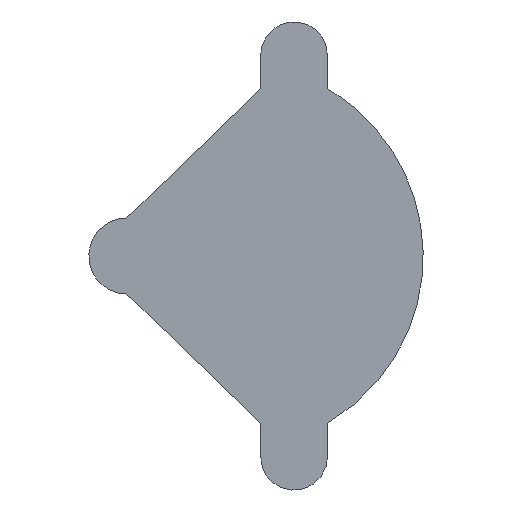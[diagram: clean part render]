
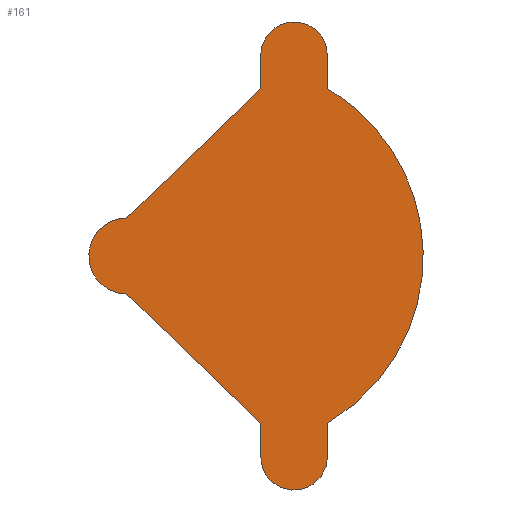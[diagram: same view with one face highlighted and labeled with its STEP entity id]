
A CAD part, front view. The second image highlights one B-rep face of the part: STEP entity #161.
In plain terms, the highlighted free-form (B-spline) face has degree [1, 1] with [2, 2] control points.
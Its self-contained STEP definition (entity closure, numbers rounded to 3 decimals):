
#44=CARTESIAN_POINT('',(-3.319,0.0,3.85));
#45=CARTESIAN_POINT('',(2.18,0.0,3.85));
#46=CARTESIAN_POINT('',(-3.319,0.0,-3.85));
#47=CARTESIAN_POINT('',(2.18,0.0,-3.85));
#48=B_SPLINE_SURFACE_WITH_KNOTS('',1,1,((#44,#46),(#45,#47)),.UNSPECIFIED.,.F.,.F.,.U.,(2,2),(2,2),(0.0,5.5),(0.0,7.699),.UNSPECIFIED.);
#49=CARTESIAN_POINT('',(0.5,0.0,-2.5));
#50=VERTEX_POINT('',#49);
#51=CARTESIAN_POINT('',(0.5,0.0,2.5));
#52=VERTEX_POINT('',#51);
#53=CARTESIAN_POINT('',(0.5,0.0,-2.5));
#54=CARTESIAN_POINT('',(1.93,0.0,-1.659));
#55=CARTESIAN_POINT('',(1.93,0.0,0.0));
#56=CARTESIAN_POINT('',(1.93,0.0,1.659));
#57=CARTESIAN_POINT('',(0.5,0.0,2.5));
#65=(BOUNDED_CURVE()B_SPLINE_CURVE(2,(#53,#54,#55,#56,#57),.UNSPECIFIED.,.F.,.U.)B_SPLINE_CURVE_WITH_KNOTS((3,2,3),(0.0,0.5,1.0),.UNSPECIFIED.)CURVE()GEOMETRIC_REPRESENTATION_ITEM()RATIONAL_B_SPLINE_CURVE((1.0,0.868,1.0,0.868,1.0))REPRESENTATION_ITEM(''));
#66=EDGE_CURVE('',#50,#52,#65,.T.);
#67=ORIENTED_EDGE('',*,*,#66,.T.);
#68=CARTESIAN_POINT('',(0.5,0.0,3.));
#69=VERTEX_POINT('',#68);
#70=CARTESIAN_POINT('',(0.5,0.0,2.5));
#71=CARTESIAN_POINT('',(0.5,0.0,3.));
#72=QUASI_UNIFORM_CURVE('',1,(#70,#71),.UNSPECIFIED.,.F.,.U.);
#73=EDGE_CURVE('',#52,#69,#72,.T.);
#74=ORIENTED_EDGE('',*,*,#73,.T.);
#75=CARTESIAN_POINT('',(-0.5,0.0,3.));
#76=VERTEX_POINT('',#75);
#77=CARTESIAN_POINT('',(0.5,0.0,3.));
#78=CARTESIAN_POINT('',(0.5,0.0,3.5));
#79=CARTESIAN_POINT('',(0.0,0.0,3.5));
#80=CARTESIAN_POINT('',(-0.5,0.0,3.5));
#81=CARTESIAN_POINT('',(-0.5,0.0,3.));
#89=(BOUNDED_CURVE()B_SPLINE_CURVE(2,(#77,#78,#79,#80,#81),.UNSPECIFIED.,.F.,.U.)B_SPLINE_CURVE_WITH_KNOTS((3,2,3),(0.0,0.5,1.0),.UNSPECIFIED.)CURVE()GEOMETRIC_REPRESENTATION_ITEM()RATIONAL_B_SPLINE_CURVE((1.0,0.707,1.0,0.707,1.0))REPRESENTATION_ITEM(''));
#90=EDGE_CURVE('',#69,#76,#89,.T.);
#91=ORIENTED_EDGE('',*,*,#90,.T.);
#92=CARTESIAN_POINT('',(-0.5,0.0,2.5));
#93=VERTEX_POINT('',#92);
#94=CARTESIAN_POINT('',(-0.5,0.0,3.));
#95=CARTESIAN_POINT('',(-0.5,0.0,2.5));
#96=QUASI_UNIFORM_CURVE('',1,(#94,#95),.UNSPECIFIED.,.F.,.U.);
#97=EDGE_CURVE('',#76,#93,#96,.T.);
#98=ORIENTED_EDGE('',*,*,#97,.T.);
#99=CARTESIAN_POINT('',(-2.5,0.0,0.57));
#100=VERTEX_POINT('',#99);
#101=CARTESIAN_POINT('',(-0.5,0.0,2.5));
#102=CARTESIAN_POINT('',(-2.5,0.0,0.57));
#103=QUASI_UNIFORM_CURVE('',1,(#101,#102),.UNSPECIFIED.,.F.,.U.);
#104=EDGE_CURVE('',#93,#100,#103,.T.);
#105=ORIENTED_EDGE('',*,*,#104,.T.);
#106=CARTESIAN_POINT('',(-2.5,0.0,-0.57));
#107=VERTEX_POINT('',#106);
#108=CARTESIAN_POINT('',(-2.5,0.0,0.57));
#109=CARTESIAN_POINT('',(-3.07,0.0,0.57));
#110=CARTESIAN_POINT('',(-3.07,0.0,0.));
#111=CARTESIAN_POINT('',(-3.07,0.0,-0.57));
#112=CARTESIAN_POINT('',(-2.5,0.0,-0.57));
#120=(BOUNDED_CURVE()B_SPLINE_CURVE(2,(#108,#109,#110,#111,#112),.UNSPECIFIED.,.F.,.U.)B_SPLINE_CURVE_WITH_KNOTS((3,2,3),(0.0,0.5,1.0),.UNSPECIFIED.)CURVE()GEOMETRIC_REPRESENTATION_ITEM()RATIONAL_B_SPLINE_CURVE((1.0,0.707,1.0,0.707,1.0))REPRESENTATION_ITEM(''));
#121=EDGE_CURVE('',#100,#107,#120,.T.);
#122=ORIENTED_EDGE('',*,*,#121,.T.);
#123=CARTESIAN_POINT('',(-0.5,0.0,-2.5));
#124=VERTEX_POINT('',#123);
#125=CARTESIAN_POINT('',(-2.5,0.0,-0.57));
#126=CARTESIAN_POINT('',(-0.5,0.0,-2.5));
#127=QUASI_UNIFORM_CURVE('',1,(#125,#126),.UNSPECIFIED.,.F.,.U.);
#128=EDGE_CURVE('',#107,#124,#127,.T.);
#129=ORIENTED_EDGE('',*,*,#128,.T.);
#130=CARTESIAN_POINT('',(-0.5,0.0,-3.));
#131=VERTEX_POINT('',#130);
#132=CARTESIAN_POINT('',(-0.5,0.0,-2.5));
#133=CARTESIAN_POINT('',(-0.5,0.0,-3.));
#134=QUASI_UNIFORM_CURVE('',1,(#132,#133),.UNSPECIFIED.,.F.,.U.);
#135=EDGE_CURVE('',#124,#131,#134,.T.);
#136=ORIENTED_EDGE('',*,*,#135,.T.);
#137=CARTESIAN_POINT('',(0.5,0.0,-3.));
#138=VERTEX_POINT('',#137);
#139=CARTESIAN_POINT('',(-0.5,0.0,-3.));
#140=CARTESIAN_POINT('',(-0.5,0.0,-3.5));
#141=CARTESIAN_POINT('',(0.0,0.0,-3.5));
#142=CARTESIAN_POINT('',(0.5,0.0,-3.5));
#143=CARTESIAN_POINT('',(0.5,0.0,-3.));
#151=(BOUNDED_CURVE()B_SPLINE_CURVE(2,(#139,#140,#141,#142,#143),.UNSPECIFIED.,.F.,.U.)B_SPLINE_CURVE_WITH_KNOTS((3,2,3),(0.0,0.5,1.0),.UNSPECIFIED.)CURVE()GEOMETRIC_REPRESENTATION_ITEM()RATIONAL_B_SPLINE_CURVE((1.0,0.707,1.0,0.707,1.0))REPRESENTATION_ITEM(''));
#152=EDGE_CURVE('',#131,#138,#151,.T.);
#153=ORIENTED_EDGE('',*,*,#152,.T.);
#154=CARTESIAN_POINT('',(0.5,0.0,-3.));
#155=CARTESIAN_POINT('',(0.5,0.0,-2.5));
#156=QUASI_UNIFORM_CURVE('',1,(#154,#155),.UNSPECIFIED.,.F.,.U.);
#157=EDGE_CURVE('',#138,#50,#156,.T.);
#158=ORIENTED_EDGE('',*,*,#157,.T.);
#159=EDGE_LOOP('',(#67,#74,#91,#98,#105,#122,#129,#136,#153,#158));
#160=FACE_OUTER_BOUND('',#159,.T.);
#161=ADVANCED_FACE('',(#160),#48,.F.);
